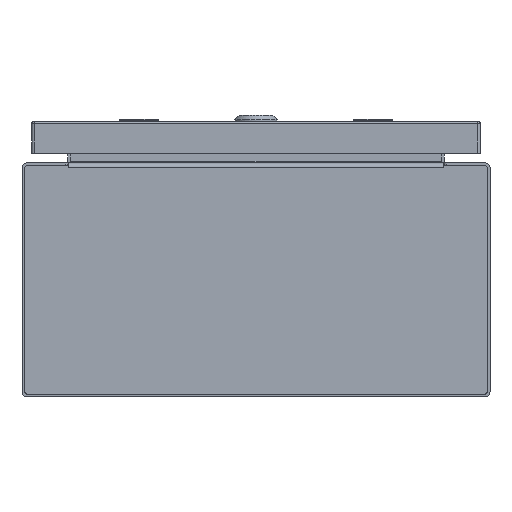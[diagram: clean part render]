
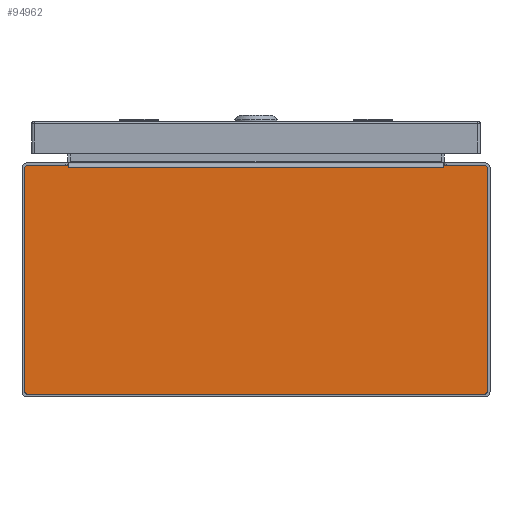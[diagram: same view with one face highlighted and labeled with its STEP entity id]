
A CAD part, front view. The second image highlights one B-rep face of the part: STEP entity #94962.
In plain terms, the highlighted planar face has unit normal (0, -1, 0).
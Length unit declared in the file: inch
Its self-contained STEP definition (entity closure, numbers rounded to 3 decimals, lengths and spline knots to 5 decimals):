
#1265 = CARTESIAN_POINT ( 'NONE',  ( -5.937, -12., -2.857 ) ) ;
#3240 = EDGE_LOOP ( 'NONE', ( #60012, #69481, #41099, #9330, #87384, #57691, #10360, #87770, #11597, #27323, #20920, #65371, #3724, #53195 ) ) ;
#3266 = LINE ( 'NONE', #77678, #68676 ) ;
#3724 = ORIENTED_EDGE ( 'NONE', *, *, #13197, .F. ) ;
#4914 = LINE ( 'NONE', #28819, #52779 ) ;
#5252 = CARTESIAN_POINT ( 'NONE',  ( -5.937, -12., 2.857 ) ) ;
#5801 = VERTEX_POINT ( 'NONE', #1265 ) ;
#6208 = EDGE_CURVE ( 'NONE', #59298, #45473, #90439, .T. ) ;
#9330 = ORIENTED_EDGE ( 'NONE', *, *, #45456, .F. ) ;
#10360 = ORIENTED_EDGE ( 'NONE', *, *, #6208, .F. ) ;
#11003 = PLANE ( 'NONE',  #37822 ) ;
#11150 = CARTESIAN_POINT ( 'NONE',  ( 4.82312, -12., 2.937 ) ) ;
#11597 = ORIENTED_EDGE ( 'NONE', *, *, #26125, .F. ) ;
#11796 = LINE ( 'NONE', #41116, #26111 ) ;
#11864 = DIRECTION ( 'NONE',  ( 0.174, 0., -0.985 ) ) ;
#12929 = DIRECTION ( 'NONE',  ( -1., 0., 0. ) ) ;
#13197 = EDGE_CURVE ( 'NONE', #55270, #52216, #11796, .T. ) ;
#13397 = EDGE_CURVE ( 'NONE', #92694, #62941, #68338, .T. ) ;
#13566 = CARTESIAN_POINT ( 'NONE',  ( -5.857, -12., -2.857 ) ) ;
#15032 = DIRECTION ( 'NONE',  ( 1., 0., 0. ) ) ;
#15528 = VERTEX_POINT ( 'NONE', #85134 ) ;
#15970 = DIRECTION ( 'NONE',  ( 0., 1., 0. ) ) ;
#16495 = EDGE_CURVE ( 'NONE', #45473, #15528, #63401, .T. ) ;
#18140 = CARTESIAN_POINT ( 'NONE',  ( 4.81836, -12., 2.91 ) ) ;
#20114 = DIRECTION ( 'NONE',  ( 0., 1., 0. ) ) ;
#20260 = VECTOR ( 'NONE', #15032, 39.37008 ) ;
#20919 = VERTEX_POINT ( 'NONE', #5252 ) ;
#20920 = ORIENTED_EDGE ( 'NONE', *, *, #75672, .T. ) ;
#21472 = EDGE_CURVE ( 'NONE', #15528, #93259, #41281, .T. ) ;
#22577 = EDGE_CURVE ( 'NONE', #62941, #55270, #3266, .T. ) ;
#23621 = CARTESIAN_POINT ( 'NONE',  ( 5.857, -12., 2.937 ) ) ;
#25302 = LINE ( 'NONE', #18140, #74928 ) ;
#26111 = VECTOR ( 'NONE', #70384, 39.37008 ) ;
#26125 = EDGE_CURVE ( 'NONE', #65359, #37510, #81337, .T. ) ;
#26559 = VERTEX_POINT ( 'NONE', #27791 ) ;
#27011 = DIRECTION ( 'NONE',  ( 0., 0., -1. ) ) ;
#27321 = DIRECTION ( 'NONE',  ( 0., -1., 0. ) ) ;
#27323 = ORIENTED_EDGE ( 'NONE', *, *, #64938, .T. ) ;
#27791 = CARTESIAN_POINT ( 'NONE',  ( 4.8136, -12., 2.883 ) ) ;
#28819 = CARTESIAN_POINT ( 'NONE',  ( 4.80579, -12., 2.883 ) ) ;
#29040 = CIRCLE ( 'NONE', #82780, 0.08 ) ;
#32815 = CIRCLE ( 'NONE', #54338, 0.08 ) ;
#33556 = DIRECTION ( 'NONE',  ( 0., 0., -1. ) ) ;
#33794 = CARTESIAN_POINT ( 'NONE',  ( -4.798, -12., 2.883 ) ) ;
#34656 = DIRECTION ( 'NONE',  ( -1., 0., 0. ) ) ;
#35024 = CARTESIAN_POINT ( 'NONE',  ( 0., -12., -2.937 ) ) ;
#35813 = AXIS2_PLACEMENT_3D ( 'NONE', #81298, #15970, #75012 ) ;
#37510 = VERTEX_POINT ( 'NONE', #23621 ) ;
#37822 = AXIS2_PLACEMENT_3D ( 'NONE', #77768, #27321, #33556 ) ;
#38122 = CARTESIAN_POINT ( 'NONE',  ( 0., -12., 2.937 ) ) ;
#39722 = DIRECTION ( 'NONE',  ( -0.174, 0., -0.985 ) ) ;
#41099 = ORIENTED_EDGE ( 'NONE', *, *, #53769, .F. ) ;
#41116 = CARTESIAN_POINT ( 'NONE',  ( -4.80579, -12., 2.883 ) ) ;
#41281 = LINE ( 'NONE', #35024, #93083 ) ;
#41953 = CARTESIAN_POINT ( 'NONE',  ( 5.937, -12., -2.857 ) ) ;
#42736 = DIRECTION ( 'NONE',  ( 0., 1., 0. ) ) ;
#45456 = EDGE_CURVE ( 'NONE', #93259, #5801, #75843, .T. ) ;
#45473 = VERTEX_POINT ( 'NONE', #41953 ) ;
#47336 = EDGE_CURVE ( 'NONE', #20919, #92694, #29040, .T. ) ;
#48067 = CARTESIAN_POINT ( 'NONE',  ( 0., -12., 2.883 ) ) ;
#48153 = CARTESIAN_POINT ( 'NONE',  ( 4.798, -12., 2.883 ) ) ;
#48908 = CARTESIAN_POINT ( 'NONE',  ( -5.857, -12., 2.857 ) ) ;
#49144 = DIRECTION ( 'NONE',  ( 0., 1., 0. ) ) ;
#50636 = EDGE_CURVE ( 'NONE', #91826, #52216, #86924, .T. ) ;
#51846 = CARTESIAN_POINT ( 'NONE',  ( 5.857, -12., 2.857 ) ) ;
#52216 = VERTEX_POINT ( 'NONE', #33794 ) ;
#52779 = VECTOR ( 'NONE', #34656, 39.37008 ) ;
#53195 = ORIENTED_EDGE ( 'NONE', *, *, #22577, .F. ) ;
#53726 = FACE_OUTER_BOUND ( 'NONE', #3240, .T. ) ;
#53769 = EDGE_CURVE ( 'NONE', #5801, #20919, #82178, .T. ) ;
#54338 = AXIS2_PLACEMENT_3D ( 'NONE', #51846, #42736, #58503 ) ;
#55270 = VERTEX_POINT ( 'NONE', #86464 ) ;
#57691 = ORIENTED_EDGE ( 'NONE', *, *, #16495, .F. ) ;
#58503 = DIRECTION ( 'NONE',  ( 0., 0., -1. ) ) ;
#59298 = VERTEX_POINT ( 'NONE', #62485 ) ;
#60012 = ORIENTED_EDGE ( 'NONE', *, *, #13397, .F. ) ;
#62416 = VECTOR ( 'NONE', #81718, 39.37008 ) ;
#62485 = CARTESIAN_POINT ( 'NONE',  ( 5.937, -12., 2.857 ) ) ;
#62941 = VERTEX_POINT ( 'NONE', #65434 ) ;
#63401 = CIRCLE ( 'NONE', #35813, 0.08 ) ;
#64938 = EDGE_CURVE ( 'NONE', #65359, #26559, #25302, .T. ) ;
#65359 = VERTEX_POINT ( 'NONE', #11150 ) ;
#65371 = ORIENTED_EDGE ( 'NONE', *, *, #50636, .T. ) ;
#65434 = CARTESIAN_POINT ( 'NONE',  ( -4.82312, -12., 2.937 ) ) ;
#67705 = CARTESIAN_POINT ( 'NONE',  ( -5.937, -12., 0. ) ) ;
#68338 = LINE ( 'NONE', #38122, #90426 ) ;
#68676 = VECTOR ( 'NONE', #11864, 39.37008 ) ;
#69264 = CARTESIAN_POINT ( 'NONE',  ( -5.857, -12., -2.937 ) ) ;
#69481 = ORIENTED_EDGE ( 'NONE', *, *, #47336, .F. ) ;
#70384 = DIRECTION ( 'NONE',  ( 1., 0., 0. ) ) ;
#71280 = AXIS2_PLACEMENT_3D ( 'NONE', #13566, #49144, #27011 ) ;
#74928 = VECTOR ( 'NONE', #39722, 39.37008 ) ;
#75012 = DIRECTION ( 'NONE',  ( 0., 0., -1. ) ) ;
#75672 = EDGE_CURVE ( 'NONE', #26559, #91826, #4914, .T. ) ;
#75843 = CIRCLE ( 'NONE', #71280, 0.08 ) ;
#75904 = VECTOR ( 'NONE', #77383, 39.37008 ) ;
#77383 = DIRECTION ( 'NONE',  ( -1., 0., 0. ) ) ;
#77678 = CARTESIAN_POINT ( 'NONE',  ( -4.81836, -12., 2.91 ) ) ;
#77768 = CARTESIAN_POINT ( 'NONE',  ( 0., -12., 0. ) ) ;
#78219 = DIRECTION ( 'NONE',  ( 0., 0., -1. ) ) ;
#80841 = CARTESIAN_POINT ( 'NONE',  ( 0., -12., 2.937 ) ) ;
#81298 = CARTESIAN_POINT ( 'NONE',  ( 5.857, -12., -2.857 ) ) ;
#81337 = LINE ( 'NONE', #80841, #20260 ) ;
#81718 = DIRECTION ( 'NONE',  ( 0., 0., 1. ) ) ;
#81847 = DIRECTION ( 'NONE',  ( 0., 0., -1. ) ) ;
#82178 = LINE ( 'NONE', #67705, #62416 ) ;
#82780 = AXIS2_PLACEMENT_3D ( 'NONE', #48908, #20114, #78219 ) ;
#85134 = CARTESIAN_POINT ( 'NONE',  ( 5.857, -12., -2.937 ) ) ;
#86085 = CARTESIAN_POINT ( 'NONE',  ( -5.857, -12., 2.937 ) ) ;
#86464 = CARTESIAN_POINT ( 'NONE',  ( -4.8136, -12., 2.883 ) ) ;
#86924 = LINE ( 'NONE', #48067, #75904 ) ;
#87384 = ORIENTED_EDGE ( 'NONE', *, *, #21472, .F. ) ;
#87770 = ORIENTED_EDGE ( 'NONE', *, *, #93663, .F. ) ;
#89493 = CARTESIAN_POINT ( 'NONE',  ( 5.937, -12., 0. ) ) ;
#90015 = DIRECTION ( 'NONE',  ( 1., 0., 0. ) ) ;
#90426 = VECTOR ( 'NONE', #90015, 39.37008 ) ;
#90439 = LINE ( 'NONE', #89493, #90598 ) ;
#90598 = VECTOR ( 'NONE', #81847, 39.37008 ) ;
#91826 = VERTEX_POINT ( 'NONE', #48153 ) ;
#92694 = VERTEX_POINT ( 'NONE', #86085 ) ;
#93083 = VECTOR ( 'NONE', #12929, 39.37008 ) ;
#93259 = VERTEX_POINT ( 'NONE', #69264 ) ;
#93663 = EDGE_CURVE ( 'NONE', #37510, #59298, #32815, .T. ) ;
#94962 = ADVANCED_FACE ( 'NONE', ( #53726 ), #11003, .T. ) ;
